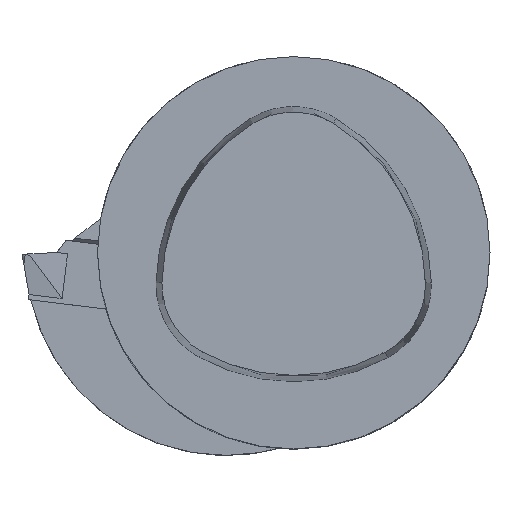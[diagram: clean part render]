
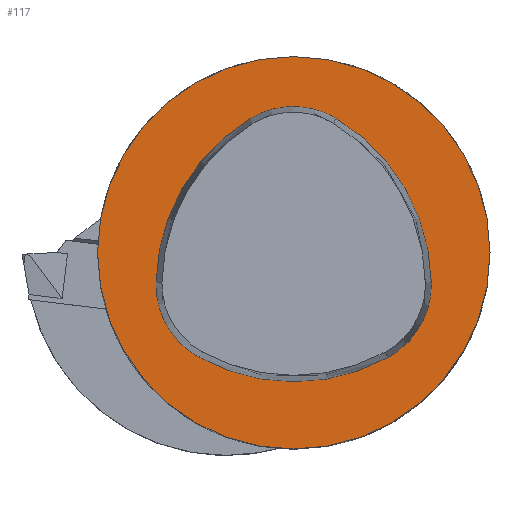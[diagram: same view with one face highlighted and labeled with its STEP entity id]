
A CAD part, top view. The second image highlights one B-rep face of the part: STEP entity #117.
In plain terms, the highlighted planar face has unit normal (0, 0, 1).
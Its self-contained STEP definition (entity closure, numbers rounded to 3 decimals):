
#82=CIRCLE('',#1386,20.);
#117=ADVANCED_FACE('',(#249),#191,.T.);
#191=PLANE('',#1387);
#249=FACE_OUTER_BOUND('',#319,.T.);
#319=EDGE_LOOP('',(#432));
#432=ORIENTED_EDGE('',*,*,#914,.T.);
#788=VERTEX_POINT('',#1919);
#914=EDGE_CURVE('',#788,#788,#82,.T.);
#1386=AXIS2_PLACEMENT_3D('',#1918,#1536,#1537);
#1387=AXIS2_PLACEMENT_3D('',#1920,#1538,#1539);
#1536=DIRECTION('',(0.,0.,1.));
#1537=DIRECTION('',(0.,1.,0.));
#1538=DIRECTION('',(0.,0.,1.));
#1539=DIRECTION('',(0.,-1.,0.));
#1918=CARTESIAN_POINT('',(0.,0.,0.));
#1919=CARTESIAN_POINT('',(0.,20.,0.));
#1920=CARTESIAN_POINT('',(0.,0.,0.));
